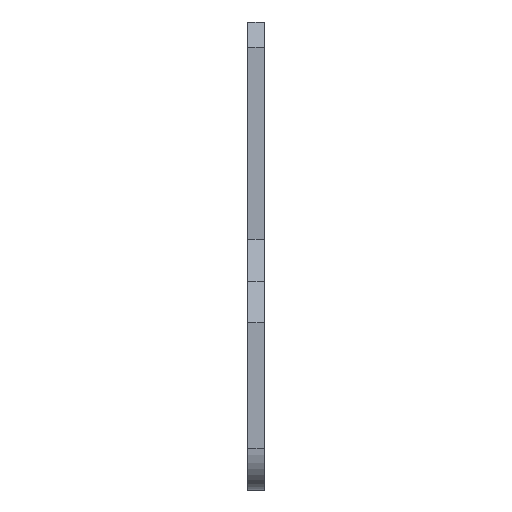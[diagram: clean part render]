
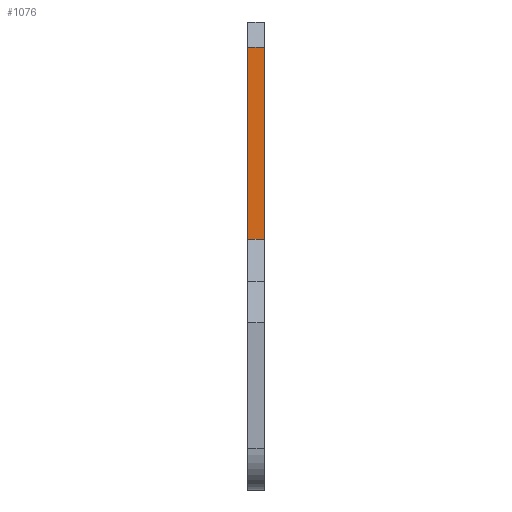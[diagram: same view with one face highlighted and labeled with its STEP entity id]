
A CAD part, left-side view. The second image highlights one B-rep face of the part: STEP entity #1076.
In plain terms, the highlighted planar face has unit normal (-1, 0, 0).
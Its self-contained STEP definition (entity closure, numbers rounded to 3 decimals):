
#18 = DIRECTION ( 'NONE',  ( 0., 1., 0. ) ) ;
#32 = CARTESIAN_POINT ( 'NONE',  ( -24.7, 2., -1. ) ) ;
#50 = CARTESIAN_POINT ( 'NONE',  ( -24.7, 0., -1. ) ) ;
#99 = ORIENTED_EDGE ( 'NONE', *, *, #837, .T. ) ;
#104 = EDGE_LOOP ( 'NONE', ( #1031, #420, #674, #99 ) ) ;
#125 = LINE ( 'NONE', #940, #531 ) ;
#180 = CARTESIAN_POINT ( 'NONE',  ( -24.7, 0., 22. ) ) ;
#186 = DIRECTION ( 'NONE',  ( -1., 0., 0. ) ) ;
#208 = VERTEX_POINT ( 'NONE', #1251 ) ;
#293 = CARTESIAN_POINT ( 'NONE',  ( -24.7, 0., -6. ) ) ;
#397 = LINE ( 'NONE', #293, #536 ) ;
#407 = VECTOR ( 'NONE', #1287, 1000. ) ;
#420 = ORIENTED_EDGE ( 'NONE', *, *, #1163, .T. ) ;
#478 = EDGE_CURVE ( 'NONE', #920, #1208, #834, .T. ) ;
#531 = VECTOR ( 'NONE', #18, 1000. ) ;
#536 = VECTOR ( 'NONE', #1089, 1000. ) ;
#595 = FACE_OUTER_BOUND ( 'NONE', #104, .T. ) ;
#653 = LINE ( 'NONE', #50, #407 ) ;
#674 = ORIENTED_EDGE ( 'NONE', *, *, #478, .F. ) ;
#709 = DIRECTION ( 'NONE',  ( 0., 0., 1. ) ) ;
#722 = EDGE_CURVE ( 'NONE', #208, #1065, #397, .T. ) ;
#793 = AXIS2_PLACEMENT_3D ( 'NONE', #1216, #186, #709 ) ;
#834 = LINE ( 'NONE', #1154, #1214 ) ;
#837 = EDGE_CURVE ( 'NONE', #920, #208, #653, .T. ) ;
#849 = CARTESIAN_POINT ( 'NONE',  ( -24.7, 2., 22. ) ) ;
#920 = VERTEX_POINT ( 'NONE', #32 ) ;
#940 = CARTESIAN_POINT ( 'NONE',  ( -24.7, 2., 22. ) ) ;
#954 = DIRECTION ( 'NONE',  ( 0., 0., 1. ) ) ;
#1031 = ORIENTED_EDGE ( 'NONE', *, *, #722, .T. ) ;
#1065 = VERTEX_POINT ( 'NONE', #180 ) ;
#1076 = ADVANCED_FACE ( 'NONE', ( #595 ), #1115, .T. ) ;
#1089 = DIRECTION ( 'NONE',  ( 0., 0., 1. ) ) ;
#1115 = PLANE ( 'NONE',  #793 ) ;
#1154 = CARTESIAN_POINT ( 'NONE',  ( -24.7, 2., -6. ) ) ;
#1163 = EDGE_CURVE ( 'NONE', #1065, #1208, #125, .T. ) ;
#1208 = VERTEX_POINT ( 'NONE', #849 ) ;
#1214 = VECTOR ( 'NONE', #954, 1000. ) ;
#1216 = CARTESIAN_POINT ( 'NONE',  ( -24.7, 0., -6. ) ) ;
#1251 = CARTESIAN_POINT ( 'NONE',  ( -24.7, 0., -1. ) ) ;
#1287 = DIRECTION ( 'NONE',  ( 0., -1., 0. ) ) ;
